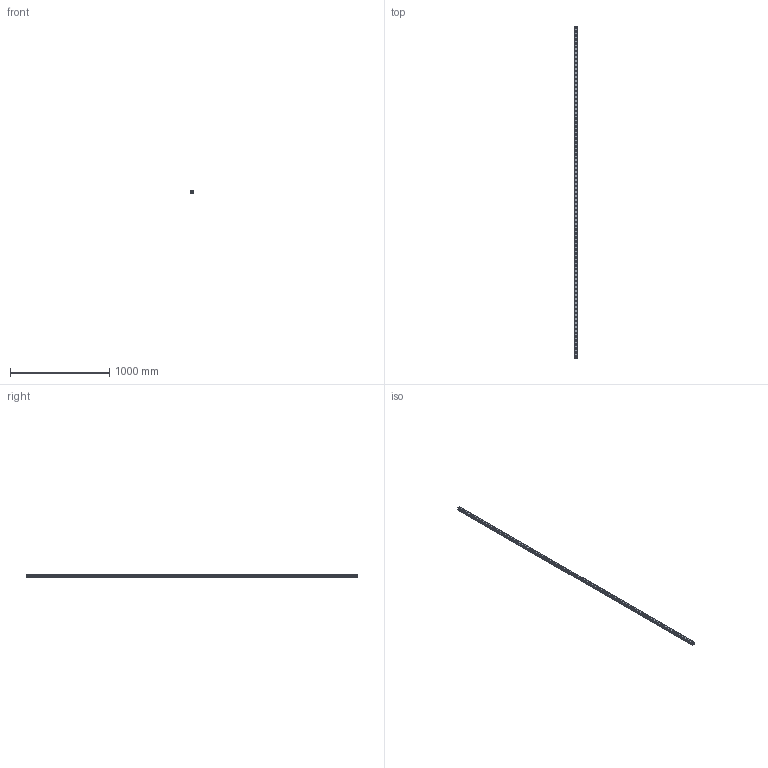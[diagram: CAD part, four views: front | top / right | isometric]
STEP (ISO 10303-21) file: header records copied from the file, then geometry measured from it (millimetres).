
FILE_DESCRIPTION(('STEP AP214'),'1');
FILE_NAME('cctmp_1DEC3E19-29F1-4C84-9B96-168085356B29_2021_03_11_13_26_19_0511..stp','2021-03-11T12:26:19',('HIWIN GmbH'),('CADClick - www.CADClick.com'),'Spatial InterOp 3D',' ','unknown authorization');
FILE_SCHEMA(('AUTOMOTIVE_DESIGN'));
Length unit declared in the file: millimetre
Products named in the file (1): RGR30R3350H_FILE
Bounding box: 28 x 3350 x 28 mm (x, y, z)
Volume: 1921774.2 mm3; surface area: 496990.9 mm2
Topology: 1 solids, 1 shells, 871 faces, 1839 edges, 1226 vertices
Faces by surface type: cylinder 522, plane 349
Entity records: 30849 total; most frequent: DIRECTION 4627, CARTESIAN_POINT 3937, ORIENTED_EDGE 3678, AXIS2_PLACEMENT_3D 1916, EDGE_CURVE 1839, VERTEX_POINT 1226, EDGE_LOOP 1127, CIRCLE 1044
